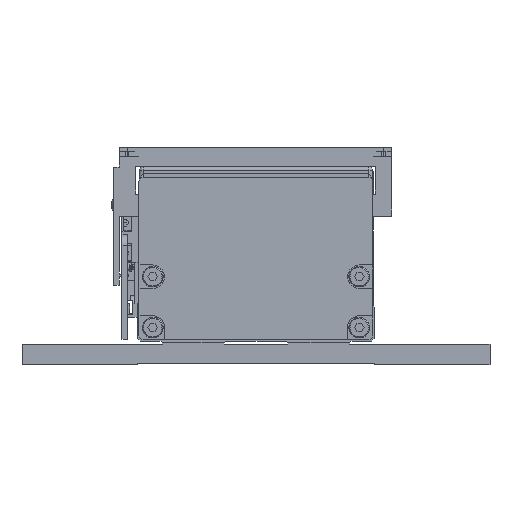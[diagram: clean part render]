
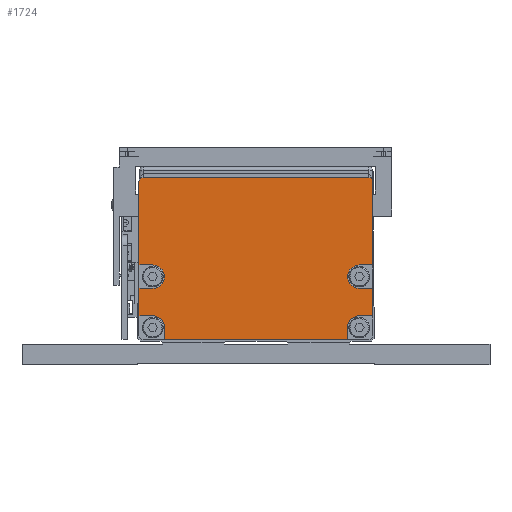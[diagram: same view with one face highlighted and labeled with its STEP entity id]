
A CAD part, front view. The second image highlights one B-rep face of the part: STEP entity #1724.
In plain terms, the highlighted planar face has unit normal (0, -1, 0).
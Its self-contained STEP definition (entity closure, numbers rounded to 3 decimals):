
#1724=ADVANCED_FACE('',(#4291),#40582,.T.);
#4291=FACE_OUTER_BOUND('',#7118,.T.);
#7118=EDGE_LOOP('',(#15757,#15758,#15759,#15760,#15761,#15762,#15763,#15764,
#15765,#15766,#15767,#15768,#15769,#15770,#15771,#15772,#15773,#15774,#15775,
#15776));
#15757=ORIENTED_EDGE('',*,*,#25342,.T.);
#15758=ORIENTED_EDGE('',*,*,#25339,.F.);
#15759=ORIENTED_EDGE('',*,*,#25313,.T.);
#15760=ORIENTED_EDGE('',*,*,#25319,.F.);
#15761=ORIENTED_EDGE('',*,*,#25325,.T.);
#15762=ORIENTED_EDGE('',*,*,#25935,.T.);
#15763=ORIENTED_EDGE('',*,*,#25326,.T.);
#15764=ORIENTED_EDGE('',*,*,#25322,.F.);
#15765=ORIENTED_EDGE('',*,*,#25278,.F.);
#15766=ORIENTED_EDGE('',*,*,#25343,.F.);
#15767=ORIENTED_EDGE('',*,*,#25285,.F.);
#15768=ORIENTED_EDGE('',*,*,#25288,.F.);
#15769=ORIENTED_EDGE('',*,*,#25306,.T.);
#15770=ORIENTED_EDGE('',*,*,#25937,.T.);
#15771=ORIENTED_EDGE('',*,*,#25304,.T.);
#15772=ORIENTED_EDGE('',*,*,#25293,.F.);
#15773=ORIENTED_EDGE('',*,*,#25300,.T.);
#15774=ORIENTED_EDGE('',*,*,#25297,.F.);
#15775=ORIENTED_EDGE('',*,*,#25337,.T.);
#15776=ORIENTED_EDGE('',*,*,#25333,.F.);
#25278=EDGE_CURVE('',#37835,#37832,#33407,.T.);
#25285=EDGE_CURVE('',#37842,#37840,#33411,.T.);
#25288=EDGE_CURVE('',#37844,#37842,#30928,.T.);
#25293=EDGE_CURVE('',#37847,#37848,#30933,.T.);
#25297=EDGE_CURVE('',#37851,#37852,#33414,.T.);
#25300=EDGE_CURVE('',#37847,#37852,#30936,.T.);
#25304=EDGE_CURVE('',#37854,#37848,#30940,.T.);
#25306=EDGE_CURVE('',#37844,#37857,#30942,.T.);
#25313=EDGE_CURVE('',#37862,#37861,#30945,.T.);
#25319=EDGE_CURVE('',#37867,#37861,#30951,.T.);
#25322=EDGE_CURVE('',#37832,#37864,#30954,.T.);
#25325=EDGE_CURVE('',#37867,#37869,#30957,.T.);
#25326=EDGE_CURVE('',#37870,#37864,#30958,.T.);
#25333=EDGE_CURVE('',#37874,#37875,#30962,.T.);
#25337=EDGE_CURVE('',#37851,#37875,#30966,.T.);
#25339=EDGE_CURVE('',#37862,#37877,#33424,.T.);
#25342=EDGE_CURVE('',#37874,#37877,#30968,.T.);
#25343=EDGE_CURVE('',#37840,#37835,#30969,.T.);
#25935=EDGE_CURVE('',#37869,#37870,#33657,.T.);
#25937=EDGE_CURVE('',#37857,#37854,#33659,.T.);
#30928=B_SPLINE_CURVE_WITH_KNOTS('',1,(#98971,#98972),.UNSPECIFIED.,.F.,
 .F.,(2,2),(-30.25,0.),.UNSPECIFIED.);
#30933=B_SPLINE_CURVE_WITH_KNOTS('',1,(#98981,#98982),.UNSPECIFIED.,.F.,
 .F.,(2,2),(-48.75,-38.75),.UNSPECIFIED.);
#30936=B_SPLINE_CURVE_WITH_KNOTS('',1,(#98997,#98998),.UNSPECIFIED.,.F.,
 .F.,(2,2),(-22.5,-17.5),.UNSPECIFIED.);
#30940=B_SPLINE_CURVE_WITH_KNOTS('',1,(#99005,#99006),.UNSPECIFIED.,.F.,
 .F.,(2,2),(17.5,22.5),.UNSPECIFIED.);
#30942=B_SPLINE_CURVE_WITH_KNOTS('',1,(#99009,#99010),.UNSPECIFIED.,.F.,
 .F.,(2,2),(-22.5,-17.5),.UNSPECIFIED.);
#30945=B_SPLINE_CURVE_WITH_KNOTS('',1,(#99025,#99026),.UNSPECIFIED.,.F.,
 .F.,(2,2),(17.5,22.5),.UNSPECIFIED.);
#30951=B_SPLINE_CURVE_WITH_KNOTS('',1,(#99037,#99038),.UNSPECIFIED.,.F.,
 .F.,(2,2),(-17.25,-7.25),.UNSPECIFIED.);
#30954=B_SPLINE_CURVE_WITH_KNOTS('',1,(#99043,#99044),.UNSPECIFIED.,.F.,
 .F.,(2,2),(-56.,-25.75),.UNSPECIFIED.);
#30957=B_SPLINE_CURVE_WITH_KNOTS('',1,(#99049,#99050),.UNSPECIFIED.,.F.,
 .F.,(2,2),(-22.5,-17.5),.UNSPECIFIED.);
#30958=B_SPLINE_CURVE_WITH_KNOTS('',1,(#99051,#99052),.UNSPECIFIED.,.F.,
 .F.,(2,2),(17.5,22.5),.UNSPECIFIED.);
#30962=B_SPLINE_CURVE_WITH_KNOTS('',1,(#99067,#99068),.UNSPECIFIED.,.F.,
 .F.,(2,2),(-74.25,-7.75),.UNSPECIFIED.);
#30966=B_SPLINE_CURVE_WITH_KNOTS('',1,(#99075,#99076),.UNSPECIFIED.,.F.,
 .F.,(2,2),(11.375,15.875),.UNSPECIFIED.);
#30968=B_SPLINE_CURVE_WITH_KNOTS('',1,(#99087,#99088),.UNSPECIFIED.,.F.,
 .F.,(2,2),(-15.875,-11.375),.UNSPECIFIED.);
#30969=B_SPLINE_CURVE_WITH_KNOTS('',1,(#99089,#99090),.UNSPECIFIED.,.F.,
 .F.,(2,2),(-82.,0.),.UNSPECIFIED.);
#33407=(
BOUNDED_CURVE()
B_SPLINE_CURVE(2,(#98948,#98949,#98950),.UNSPECIFIED.,.F.,.F.)
B_SPLINE_CURVE_WITH_KNOTS((3,3),(-1.571,0.),
 .UNSPECIFIED.)
CURVE()
GEOMETRIC_REPRESENTATION_ITEM()
RATIONAL_B_SPLINE_CURVE((1.,0.707,1.))
REPRESENTATION_ITEM('')
);
#33411=(
BOUNDED_CURVE()
B_SPLINE_CURVE(2,(#98964,#98965,#98966),.UNSPECIFIED.,.F.,.F.)
B_SPLINE_CURVE_WITH_KNOTS((3,3),(-1.571,0.),
 .UNSPECIFIED.)
CURVE()
GEOMETRIC_REPRESENTATION_ITEM()
RATIONAL_B_SPLINE_CURVE((1.,0.707,1.))
REPRESENTATION_ITEM('')
);
#33414=(
BOUNDED_CURVE()
B_SPLINE_CURVE(2,(#98989,#98990,#98991),.UNSPECIFIED.,.F.,.F.)
B_SPLINE_CURVE_WITH_KNOTS((3,3),(0.,1.571),.UNSPECIFIED.)
CURVE()
GEOMETRIC_REPRESENTATION_ITEM()
RATIONAL_B_SPLINE_CURVE((1.,0.707,1.))
REPRESENTATION_ITEM('')
);
#33424=(
BOUNDED_CURVE()
B_SPLINE_CURVE(2,(#99079,#99080,#99081),.UNSPECIFIED.,.F.,.F.)
B_SPLINE_CURVE_WITH_KNOTS((3,3),(1.571,3.142),
 .UNSPECIFIED.)
CURVE()
GEOMETRIC_REPRESENTATION_ITEM()
RATIONAL_B_SPLINE_CURVE((1.,0.707,1.))
REPRESENTATION_ITEM('')
);
#33657=(
BOUNDED_CURVE()
B_SPLINE_CURVE(2,(#100746,#100747,#100748,#100749,#100750),
 .UNSPECIFIED.,.F.,.F.)
B_SPLINE_CURVE_WITH_KNOTS((3,2,3),(-4.712,-3.142,
-1.571),.UNSPECIFIED.)
CURVE()
GEOMETRIC_REPRESENTATION_ITEM()
RATIONAL_B_SPLINE_CURVE((1.,0.707,1.,0.707,1.))
REPRESENTATION_ITEM('')
);
#33659=(
BOUNDED_CURVE()
B_SPLINE_CURVE(2,(#100756,#100757,#100758,#100759,#100760),
 .UNSPECIFIED.,.F.,.F.)
B_SPLINE_CURVE_WITH_KNOTS((3,2,3),(-1.571,0.,1.571),
 .UNSPECIFIED.)
CURVE()
GEOMETRIC_REPRESENTATION_ITEM()
RATIONAL_B_SPLINE_CURVE((1.,0.707,1.,0.707,1.))
REPRESENTATION_ITEM('')
);
#37832=VERTEX_POINT('',#71327);
#37835=VERTEX_POINT('',#71330);
#37840=VERTEX_POINT('',#71335);
#37842=VERTEX_POINT('',#71337);
#37844=VERTEX_POINT('',#71339);
#37847=VERTEX_POINT('',#71342);
#37848=VERTEX_POINT('',#71343);
#37851=VERTEX_POINT('',#71346);
#37852=VERTEX_POINT('',#71347);
#37854=VERTEX_POINT('',#71349);
#37857=VERTEX_POINT('',#71352);
#37861=VERTEX_POINT('',#71356);
#37862=VERTEX_POINT('',#71357);
#37864=VERTEX_POINT('',#71359);
#37867=VERTEX_POINT('',#71362);
#37869=VERTEX_POINT('',#71364);
#37870=VERTEX_POINT('',#71365);
#37874=VERTEX_POINT('',#71369);
#37875=VERTEX_POINT('',#71370);
#37877=VERTEX_POINT('',#71372);
#40582=PLANE('',#43212);
#43212=AXIS2_PLACEMENT_3D('',#65482,#45133,$);
#45133=DIRECTION('',(0.,-1.,0.));
#65482=CARTESIAN_POINT('',(-42.501,-551.505,8.999));
#71327=CARTESIAN_POINT('',(42.5,-551.505,66.5));
#71330=CARTESIAN_POINT('',(41.,-551.505,68.));
#71335=CARTESIAN_POINT('',(-41.,-551.505,68.));
#71337=CARTESIAN_POINT('',(-42.5,-551.505,66.5));
#71339=CARTESIAN_POINT('',(-42.5,-551.505,36.25));
#71342=CARTESIAN_POINT('',(-42.5,-551.505,17.75));
#71343=CARTESIAN_POINT('',(-42.5,-551.505,27.75));
#71346=CARTESIAN_POINT('',(-33.25,-551.505,13.5));
#71347=CARTESIAN_POINT('',(-37.5,-551.505,17.75));
#71349=CARTESIAN_POINT('',(-37.5,-551.505,27.75));
#71352=CARTESIAN_POINT('',(-37.5,-551.505,36.25));
#71356=CARTESIAN_POINT('',(42.5,-551.505,17.75));
#71357=CARTESIAN_POINT('',(37.5,-551.505,17.75));
#71359=CARTESIAN_POINT('',(42.5,-551.505,36.25));
#71362=CARTESIAN_POINT('',(42.5,-551.505,27.75));
#71364=CARTESIAN_POINT('',(37.5,-551.505,27.75));
#71365=CARTESIAN_POINT('',(37.5,-551.505,36.25));
#71369=CARTESIAN_POINT('',(33.25,-551.505,9.));
#71370=CARTESIAN_POINT('',(-33.25,-551.505,9.));
#71372=CARTESIAN_POINT('',(33.25,-551.505,13.5));
#98948=CARTESIAN_POINT('',(41.,-551.505,68.));
#98949=CARTESIAN_POINT('',(42.5,-551.505,68.));
#98950=CARTESIAN_POINT('',(42.5,-551.505,66.5));
#98964=CARTESIAN_POINT('',(-42.5,-551.505,66.5));
#98965=CARTESIAN_POINT('',(-42.5,-551.505,68.));
#98966=CARTESIAN_POINT('',(-41.,-551.505,68.));
#98971=CARTESIAN_POINT('',(-42.5,-551.505,36.25));
#98972=CARTESIAN_POINT('',(-42.5,-551.505,66.5));
#98981=CARTESIAN_POINT('',(-42.5,-551.505,17.75));
#98982=CARTESIAN_POINT('',(-42.5,-551.505,27.75));
#98989=CARTESIAN_POINT('',(-33.25,-551.505,13.5));
#98990=CARTESIAN_POINT('',(-33.25,-551.505,17.75));
#98991=CARTESIAN_POINT('',(-37.5,-551.505,17.75));
#98997=CARTESIAN_POINT('',(-42.5,-551.505,17.75));
#98998=CARTESIAN_POINT('',(-37.5,-551.505,17.75));
#99005=CARTESIAN_POINT('',(-37.5,-551.505,27.75));
#99006=CARTESIAN_POINT('',(-42.5,-551.505,27.75));
#99009=CARTESIAN_POINT('',(-42.5,-551.505,36.25));
#99010=CARTESIAN_POINT('',(-37.5,-551.505,36.25));
#99025=CARTESIAN_POINT('',(37.5,-551.505,17.75));
#99026=CARTESIAN_POINT('',(42.5,-551.505,17.75));
#99037=CARTESIAN_POINT('',(42.5,-551.505,27.75));
#99038=CARTESIAN_POINT('',(42.5,-551.505,17.75));
#99043=CARTESIAN_POINT('',(42.5,-551.505,66.5));
#99044=CARTESIAN_POINT('',(42.5,-551.505,36.25));
#99049=CARTESIAN_POINT('',(42.5,-551.505,27.75));
#99050=CARTESIAN_POINT('',(37.5,-551.505,27.75));
#99051=CARTESIAN_POINT('',(37.5,-551.505,36.25));
#99052=CARTESIAN_POINT('',(42.5,-551.505,36.25));
#99067=CARTESIAN_POINT('',(33.25,-551.505,9.));
#99068=CARTESIAN_POINT('',(-33.25,-551.505,9.));
#99075=CARTESIAN_POINT('',(-33.25,-551.505,13.5));
#99076=CARTESIAN_POINT('',(-33.25,-551.505,9.));
#99079=CARTESIAN_POINT('',(37.5,-551.505,17.75));
#99080=CARTESIAN_POINT('',(33.25,-551.505,17.75));
#99081=CARTESIAN_POINT('',(33.25,-551.505,13.5));
#99087=CARTESIAN_POINT('',(33.25,-551.505,9.));
#99088=CARTESIAN_POINT('',(33.25,-551.505,13.5));
#99089=CARTESIAN_POINT('',(-41.,-551.505,68.));
#99090=CARTESIAN_POINT('',(41.,-551.505,68.));
#100746=CARTESIAN_POINT('',(37.5,-551.505,27.75));
#100747=CARTESIAN_POINT('',(33.25,-551.505,27.75));
#100748=CARTESIAN_POINT('',(33.25,-551.505,32.));
#100749=CARTESIAN_POINT('',(33.25,-551.505,36.25));
#100750=CARTESIAN_POINT('',(37.5,-551.505,36.25));
#100756=CARTESIAN_POINT('',(-37.5,-551.505,36.25));
#100757=CARTESIAN_POINT('',(-33.25,-551.505,36.25));
#100758=CARTESIAN_POINT('',(-33.25,-551.505,32.));
#100759=CARTESIAN_POINT('',(-33.25,-551.505,27.75));
#100760=CARTESIAN_POINT('',(-37.5,-551.505,27.75));
